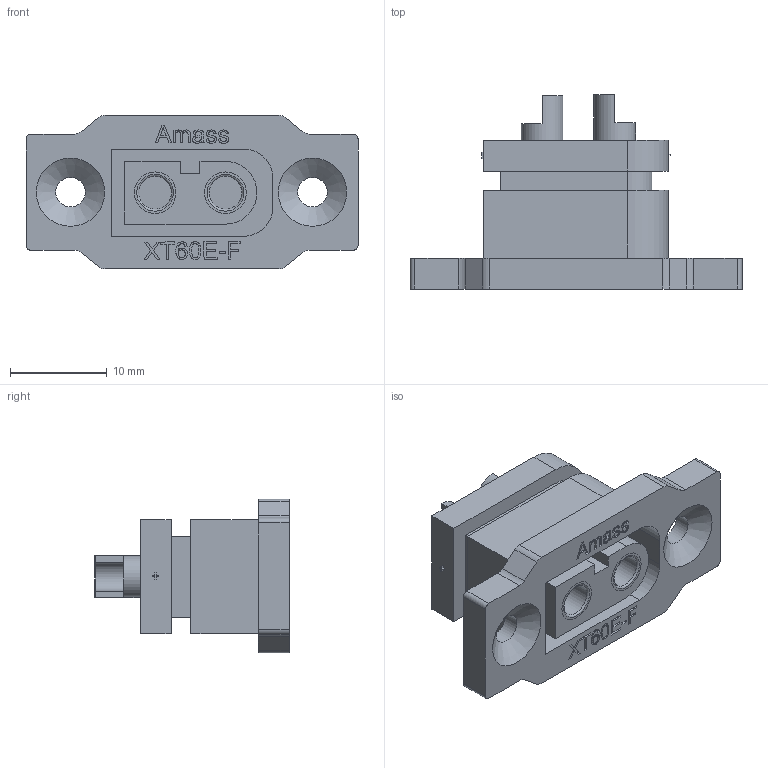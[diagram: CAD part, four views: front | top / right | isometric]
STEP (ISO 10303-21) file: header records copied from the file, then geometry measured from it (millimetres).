
FILE_DESCRIPTION(/* description */ (''),/* implementation_level */ '2;1');
FILE_NAME(/* name */ 'XT 60 Stik v3.step',/* time_stamp */ '2024-02-17T22:18:34+01:00',/* author */ (''),/* organization */ (''),/* preprocessor_version */ 'ST-DEVELOPER v20',/* originating_system */ 'Autodesk Translation Framework v12.20.1.177',/* authorisation */ '');
FILE_SCHEMA (('AUTOMOTIVE_DESIGN { 1 0 10303 214 3 1 1 }'));
Length unit declared in the file: millimetre
Products named in the file (4): XT 60 Stik; XT 60 Stik_1; Messing bøsninger; Messing lode rør
Assembly tree (5 placements, depth 2):
  XT 60 Stik
    XT 60 Stik_1
    Messing bøsninger  x2
    Messing lode rør  x2
Bounding box: 34.3 x 20.1 x 15.9 mm (x, y, z)
Volume: 3207.8 mm3; surface area: 3995 mm2
Topology: 5 solids, 5 shells, 389 faces, 1050 edges, 698 vertices
Faces by surface type: plane 182, bspline 165, cylinder 36, cone 4, torus 2
Full cylindrical faces by diameter (mm): 3.05 x2, 3.4 x2, 4.3 x8
Entity records: 13471 total; most frequent: CARTESIAN_POINT 4891, ORIENTED_EDGE 2042, DIRECTION 1204, EDGE_CURVE 1021, VERTEX_POINT 680, LINE 618, VECTOR 618, EDGE_LOOP 411
